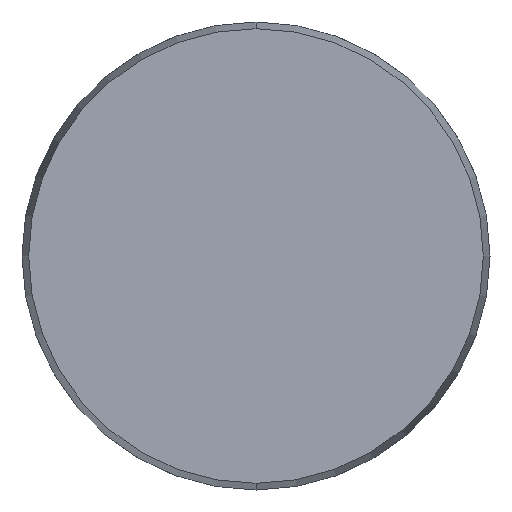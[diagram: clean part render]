
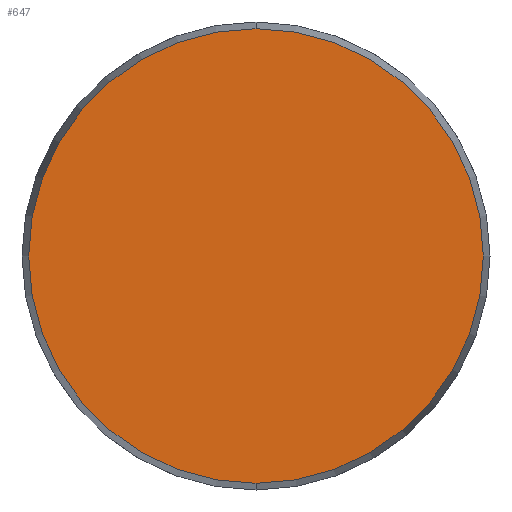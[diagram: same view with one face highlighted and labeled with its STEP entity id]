
A CAD part, front view. The second image highlights one B-rep face of the part: STEP entity #647.
In plain terms, the highlighted planar face has unit normal (0, -1, 0).
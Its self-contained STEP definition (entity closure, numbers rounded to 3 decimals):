
#62 = EDGE_LOOP ( 'NONE', ( #792, #671 ) ) ;
#98 = CARTESIAN_POINT ( 'NONE',  ( 0., 0., -29.143 ) ) ;
#107 = AXIS2_PLACEMENT_3D ( 'NONE', #403, #764, #305 ) ;
#185 = DIRECTION ( 'NONE',  ( 0., 0., -1. ) ) ;
#200 = DIRECTION ( 'NONE',  ( 0., 1., 0. ) ) ;
#239 = CIRCLE ( 'NONE', #348, 29.143 ) ;
#305 = DIRECTION ( 'NONE',  ( 0., 0., -1. ) ) ;
#348 = AXIS2_PLACEMENT_3D ( 'NONE', #789, #565, #185 ) ;
#379 = AXIS2_PLACEMENT_3D ( 'NONE', #645, #200, #957 ) ;
#403 = CARTESIAN_POINT ( 'NONE',  ( 0., 0., 0. ) ) ;
#453 = CARTESIAN_POINT ( 'NONE',  ( 0., 0., 29.143 ) ) ;
#505 = FACE_OUTER_BOUND ( 'NONE', #62, .T. ) ;
#565 = DIRECTION ( 'NONE',  ( 0., -1., 0. ) ) ;
#645 = CARTESIAN_POINT ( 'NONE',  ( -29.143, 0., 0. ) ) ;
#647 = ADVANCED_FACE ( 'NONE', ( #505 ), #938, .F. ) ;
#664 = EDGE_CURVE ( 'NONE', #823, #965, #239, .T. ) ;
#671 = ORIENTED_EDGE ( 'NONE', *, *, #976, .T. ) ;
#764 = DIRECTION ( 'NONE',  ( 0., -1., 0. ) ) ;
#789 = CARTESIAN_POINT ( 'NONE',  ( 0., 0., 0. ) ) ;
#792 = ORIENTED_EDGE ( 'NONE', *, *, #664, .T. ) ;
#823 = VERTEX_POINT ( 'NONE', #453 ) ;
#938 = PLANE ( 'NONE',  #379 ) ;
#957 = DIRECTION ( 'NONE',  ( 0., 0., 1. ) ) ;
#961 = CIRCLE ( 'NONE', #107, 29.143 ) ;
#965 = VERTEX_POINT ( 'NONE', #98 ) ;
#976 = EDGE_CURVE ( 'NONE', #965, #823, #961, .T. ) ;
